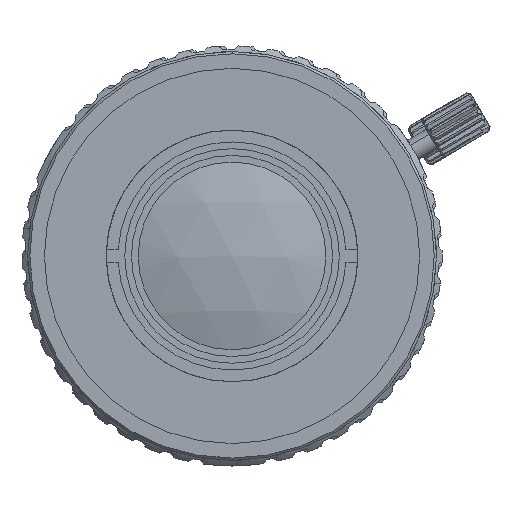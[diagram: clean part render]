
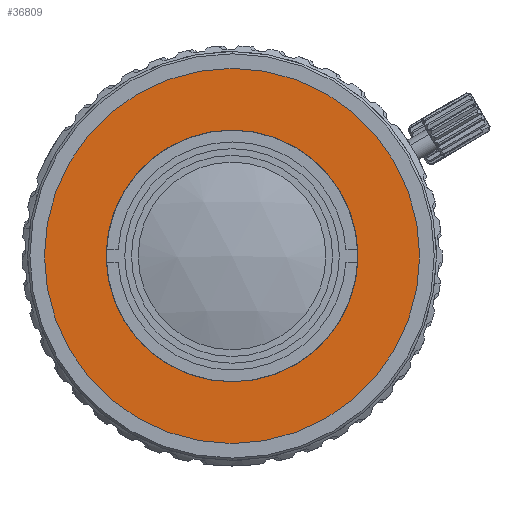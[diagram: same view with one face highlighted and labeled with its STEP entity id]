
A CAD part, left-side view. The second image highlights one B-rep face of the part: STEP entity #36809.
In plain terms, the highlighted planar face has unit normal (-1, 0, 0).
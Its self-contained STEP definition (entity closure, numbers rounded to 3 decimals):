
#13269=CARTESIAN_POINT('',(-12.099,0.174,
37.72));
#13270=DIRECTION('',(-1.,0.,0.));
#13271=DIRECTION('',(0.,0.,1.));
#13272=AXIS2_PLACEMENT_3D('',#13269,#13270,#13271);
#13274=CARTESIAN_POINT('',(-12.099,0.174,
37.72));
#13275=DIRECTION('',(-1.,0.,0.));
#13276=DIRECTION('',(0.,0.,-1.));
#13277=AXIS2_PLACEMENT_3D('',#13274,#13275,#13276);
#13279=CARTESIAN_POINT('',(-12.099,0.174,
37.72));
#13280=DIRECTION('',(1.,0.,0.));
#13281=DIRECTION('',(0.,0.,1.));
#13282=AXIS2_PLACEMENT_3D('',#13279,#13280,#13281);
#13284=CARTESIAN_POINT('',(-12.099,0.174,
37.72));
#13285=DIRECTION('',(1.,0.,0.));
#13286=DIRECTION('',(0.,0.,-1.));
#13287=AXIS2_PLACEMENT_3D('',#13284,#13285,#13286);
#20036=CARTESIAN_POINT('',(-12.099,0.174,
26.52));
#20037=CARTESIAN_POINT('',(-12.099,0.174,
48.92));
#20038=VERTEX_POINT('',#20036);
#20039=VERTEX_POINT('',#20037);
#20040=CARTESIAN_POINT('',(-12.099,0.174,
54.92));
#20041=CARTESIAN_POINT('',(-12.099,0.174,
20.52));
#20042=VERTEX_POINT('',#20040);
#20043=VERTEX_POINT('',#20041);
#36793=CARTESIAN_POINT('',(-12.099,0.174,
37.72));
#36794=DIRECTION('',(1.,0.,0.));
#36795=DIRECTION('',(0.,0.,1.));
#36796=AXIS2_PLACEMENT_3D('',#36793,#36794,#36795);
#36797=PLANE('',#36796);
#36799=ORIENTED_EDGE('',*,*,#36798,.F.);
#36800=ORIENTED_EDGE('',*,*,#36783,.F.);
#36801=EDGE_LOOP('',(#36799,#36800));
#36802=FACE_OUTER_BOUND('',#36801,.F.);
#36804=ORIENTED_EDGE('',*,*,#36803,.F.);
#36806=ORIENTED_EDGE('',*,*,#36805,.F.);
#36807=EDGE_LOOP('',(#36804,#36806));
#36808=FACE_BOUND('',#36807,.F.);
#36809=ADVANCED_FACE('',(#36802,#36808),#36797,.F.);
#13273=CIRCLE('',#13272,17.2);
#13278=CIRCLE('',#13277,17.2);
#13283=CIRCLE('',#13282,11.2);
#13288=CIRCLE('',#13287,11.2);
#36783=EDGE_CURVE('',#20043,#20042,#13278,.T.);
#36798=EDGE_CURVE('',#20042,#20043,#13273,.T.);
#36803=EDGE_CURVE('',#20039,#20038,#13283,.T.);
#36805=EDGE_CURVE('',#20038,#20039,#13288,.T.);
